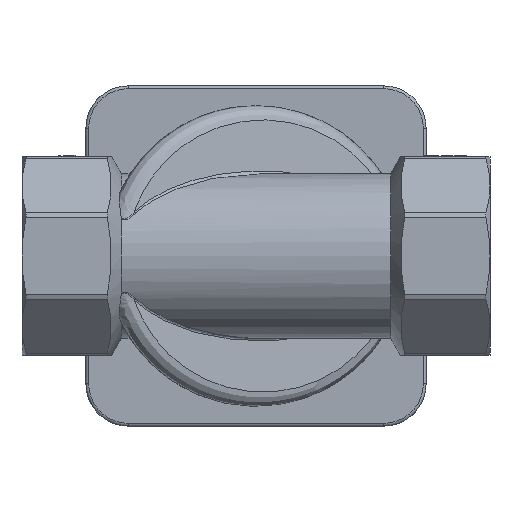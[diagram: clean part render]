
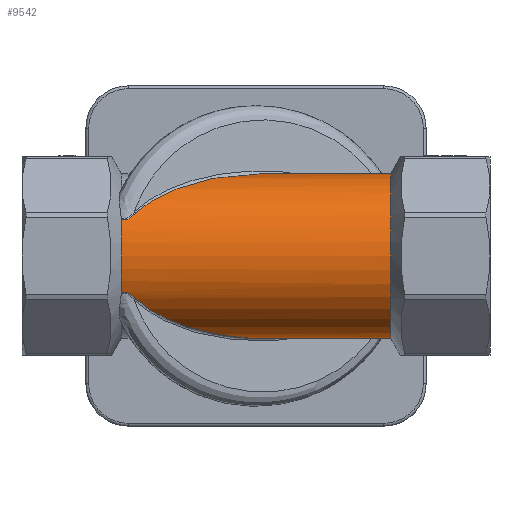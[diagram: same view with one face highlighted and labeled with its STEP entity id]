
A CAD part, front view. The second image highlights one B-rep face of the part: STEP entity #9542.
In plain terms, the highlighted cylindrical face has radius 29 mm (diameter 58 mm), a partial arc.
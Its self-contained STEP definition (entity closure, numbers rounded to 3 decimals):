
#514 = CARTESIAN_POINT ( 'NONE',  ( 39.755, -24.972, 14.749 ) ) ;
#542 = CARTESIAN_POINT ( 'NONE',  ( 37.626, -25.831, 13.182 ) ) ;
#564 = CARTESIAN_POINT ( 'NONE',  ( 36.2, -26.051, -12.741 ) ) ;
#604 =( BOUNDED_CURVE ( )  B_SPLINE_CURVE ( 3, ( #1892, #6478, #1125, #7234 ),
 .UNSPECIFIED., .F., .F. ) 
 B_SPLINE_CURVE_WITH_KNOTS ( ( 4, 4 ),
 ( 0.546, 1.571 ),
 .UNSPECIFIED. ) 
 CURVE ( )  GEOMETRIC_REPRESENTATION_ITEM ( )  RATIONAL_B_SPLINE_CURVE ( ( 1., 0.914, 0.914, 1. ) ) 
 REPRESENTATION_ITEM ( '' )  );
#744 = CARTESIAN_POINT ( 'NONE',  ( 84.5, 0., -29. ) ) ;
#1048 = ORIENTED_EDGE ( 'NONE', *, *, #3444, .T. ) ;
#1125 = CARTESIAN_POINT ( 'NONE',  ( 65.932, -10.363, -29. ) ) ;
#1181 = CARTESIAN_POINT ( 'NONE',  ( 0., 0., 29. ) ) ;
#1296 = CARTESIAN_POINT ( 'NONE',  ( 36.942, -25.982, 12.881 ) ) ;
#1329 = CARTESIAN_POINT ( 'NONE',  ( 36.704, -26.018, -12.808 ) ) ;
#1380 = CARTESIAN_POINT ( 'NONE',  ( 130., 0., 29. ) ) ;
#1556 = VERTEX_POINT ( 'NONE', #7080 ) ;
#1735 = ORIENTED_EDGE ( 'NONE', *, *, #2567, .T. ) ;
#1823 = DIRECTION ( 'NONE',  ( 0., 0., 1. ) ) ;
#1892 = CARTESIAN_POINT ( 'NONE',  ( 40.101, -24.78, -15.066 ) ) ;
#2049 = ORIENTED_EDGE ( 'NONE', *, *, #7922, .F. ) ;
#2077 = CARTESIAN_POINT ( 'NONE',  ( 35., -25.894, -13.058 ) ) ;
#2087 = CARTESIAN_POINT ( 'NONE',  ( 36.328, -26.046, 12.751 ) ) ;
#2113 = CARTESIAN_POINT ( 'NONE',  ( 37.404, -25.889, -13.068 ) ) ;
#2333 = ORIENTED_EDGE ( 'NONE', *, *, #6089, .T. ) ;
#2501 = EDGE_LOOP ( 'NONE', ( #2049, #1735, #6705, #2333, #3530, #6030, #8990, #1048 ) ) ;
#2533 = AXIS2_PLACEMENT_3D ( 'NONE', #6409, #7905, #1823 ) ;
#2567 = EDGE_CURVE ( 'NONE', #1556, #9873, #7980, .T. ) ;
#2752 = VERTEX_POINT ( 'NONE', #9090 ) ;
#2842 = CARTESIAN_POINT ( 'NONE',  ( 35.946, -26.05, 12.744 ) ) ;
#2869 = CARTESIAN_POINT ( 'NONE',  ( 38.05, -25.704, -13.429 ) ) ;
#2941 = CARTESIAN_POINT ( 'NONE',  ( 65.932, -10.363, 29. ) ) ;
#3140 = VERTEX_POINT ( 'NONE', #9837 ) ;
#3301 = B_SPLINE_CURVE_WITH_KNOTS ( 'NONE', 3,
 ( #2077, #7404, #4363, #9737, #5140, #564, #5926, #1329, #6664, #2113, #7447, #2869, #8215, #3647, #9000, #4396, #9769, #5186 ),
 .UNSPECIFIED., .F., .F.,
 ( 4, 2, 2, 2, 2, 2, 2, 2, 4 ),
 ( 0., 0.001, 0.001, 0.002, 0.002, 0.003, 0.004, 0.005, 0.006 ),
 .UNSPECIFIED. ) ;
#3420 = CARTESIAN_POINT ( 'NONE',  ( 35., 0., 0. ) ) ;
#3444 = EDGE_CURVE ( 'NONE', #8115, #5682, #604, .T. ) ;
#3530 = ORIENTED_EDGE ( 'NONE', *, *, #5591, .T. ) ;
#3575 = CARTESIAN_POINT ( 'NONE',  ( 39.4, -25.154, 14.436 ) ) ;
#3617 = CARTESIAN_POINT ( 'NONE',  ( 35.444, -26.007, 12.83 ) ) ;
#3647 = CARTESIAN_POINT ( 'NONE',  ( 38.65, -25.483, -13.843 ) ) ;
#3999 = DIRECTION ( 'NONE',  ( -1., 0., 0. ) ) ;
#4184 = DIRECTION ( 'NONE',  ( 0., 0., 1. ) ) ;
#4330 = B_SPLINE_CURVE_WITH_KNOTS ( 'NONE', 3,
 ( #6616, #514, #3575, #8942, #4342, #9706, #5115, #542, #5901, #1296, #6643, #2087, #7417, #2842, #8191, #3617, #8975, #4373 ),
 .UNSPECIFIED., .F., .F.,
 ( 4, 2, 2, 2, 2, 2, 2, 2, 4 ),
 ( 0., 0.002, 0.002, 0.003, 0.004, 0.005, 0.005, 0.005, 0.006 ),
 .UNSPECIFIED. ) ;
#4342 = CARTESIAN_POINT ( 'NONE',  ( 38.65, -25.483, 13.843 ) ) ;
#4363 = CARTESIAN_POINT ( 'NONE',  ( 35.444, -26.007, -12.83 ) ) ;
#4373 = CARTESIAN_POINT ( 'NONE',  ( 35., -25.894, 13.058 ) ) ;
#4396 = CARTESIAN_POINT ( 'NONE',  ( 39.4, -25.154, -14.436 ) ) ;
#5026 = VERTEX_POINT ( 'NONE', #6132 ) ;
#5115 = CARTESIAN_POINT ( 'NONE',  ( 38.05, -25.704, 13.429 ) ) ;
#5140 = CARTESIAN_POINT ( 'NONE',  ( 35.946, -26.05, -12.744 ) ) ;
#5180 = CIRCLE ( 'NONE', #5563, 29. ) ;
#5186 = CARTESIAN_POINT ( 'NONE',  ( 40.101, -24.78, -15.066 ) ) ;
#5242 = CARTESIAN_POINT ( 'NONE',  ( 40.101, -24.78, 15.066 ) ) ;
#5390 = EDGE_CURVE ( 'NONE', #3140, #8115, #3301, .T. ) ;
#5436 = AXIS2_PLACEMENT_3D ( 'NONE', #8588, #3999, #9374 ) ;
#5563 = AXIS2_PLACEMENT_3D ( 'NONE', #3420, #8785, #4184 ) ;
#5591 = EDGE_CURVE ( 'NONE', #2752, #5026, #4330, .T. ) ;
#5652 = CYLINDRICAL_SURFACE ( 'NONE', #2533, 29. ) ;
#5653 = VECTOR ( 'NONE', #7446, 1000. ) ;
#5682 = VERTEX_POINT ( 'NONE', #744 ) ;
#5901 = CARTESIAN_POINT ( 'NONE',  ( 37.404, -25.889, 13.068 ) ) ;
#5925 = CARTESIAN_POINT ( 'NONE',  ( 0., 0., -29. ) ) ;
#5926 = CARTESIAN_POINT ( 'NONE',  ( 36.328, -26.046, -12.751 ) ) ;
#6030 = ORIENTED_EDGE ( 'NONE', *, *, #7276, .F. ) ;
#6089 = EDGE_CURVE ( 'NONE', #8874, #2752, #8197, .T. ) ;
#6132 = CARTESIAN_POINT ( 'NONE',  ( 35., -25.894, 13.058 ) ) ;
#6409 = CARTESIAN_POINT ( 'NONE',  ( 0., 0., 0. ) ) ;
#6478 = CARTESIAN_POINT ( 'NONE',  ( 49.747, -19.396, -23.921 ) ) ;
#6616 = CARTESIAN_POINT ( 'NONE',  ( 40.101, -24.78, 15.066 ) ) ;
#6643 = CARTESIAN_POINT ( 'NONE',  ( 36.704, -26.018, 12.808 ) ) ;
#6664 = CARTESIAN_POINT ( 'NONE',  ( 36.942, -25.982, -12.881 ) ) ;
#6705 = ORIENTED_EDGE ( 'NONE', *, *, #9042, .T. ) ;
#6713 = VECTOR ( 'NONE', #7300, 1000. ) ;
#7080 = CARTESIAN_POINT ( 'NONE',  ( 130., 0., -29. ) ) ;
#7234 = CARTESIAN_POINT ( 'NONE',  ( 84.5, 0., -29. ) ) ;
#7276 = EDGE_CURVE ( 'NONE', #3140, #5026, #5180, .T. ) ;
#7300 = DIRECTION ( 'NONE',  ( -1., 0., 0. ) ) ;
#7404 = CARTESIAN_POINT ( 'NONE',  ( 35.211, -25.96, -12.927 ) ) ;
#7417 = CARTESIAN_POINT ( 'NONE',  ( 36.2, -26.051, 12.741 ) ) ;
#7446 = DIRECTION ( 'NONE',  ( -1., 0., 0. ) ) ;
#7447 = CARTESIAN_POINT ( 'NONE',  ( 37.626, -25.831, -13.182 ) ) ;
#7686 = LINE ( 'NONE', #5925, #5653 ) ;
#7754 = CARTESIAN_POINT ( 'NONE',  ( 40.101, -24.78, -15.066 ) ) ;
#7905 = DIRECTION ( 'NONE',  ( -1., 0., 0. ) ) ;
#7922 = EDGE_CURVE ( 'NONE', #1556, #5682, #7686, .T. ) ;
#7980 = CIRCLE ( 'NONE', #5436, 29. ) ;
#8115 = VERTEX_POINT ( 'NONE', #7754 ) ;
#8191 = CARTESIAN_POINT ( 'NONE',  ( 35.819, -26.044, 12.756 ) ) ;
#8197 =( BOUNDED_CURVE ( )  B_SPLINE_CURVE ( 3, ( #8282, #2941, #9827, #5242 ),
 .UNSPECIFIED., .F., .F. ) 
 B_SPLINE_CURVE_WITH_KNOTS ( ( 4, 4 ),
 ( 4.712, 5.737 ),
 .UNSPECIFIED. ) 
 CURVE ( )  GEOMETRIC_REPRESENTATION_ITEM ( )  RATIONAL_B_SPLINE_CURVE ( ( 1., 0.914, 0.914, 1. ) ) 
 REPRESENTATION_ITEM ( '' )  );
#8215 = CARTESIAN_POINT ( 'NONE',  ( 38.255, -25.633, -13.563 ) ) ;
#8282 = CARTESIAN_POINT ( 'NONE',  ( 84.5, 0., 29. ) ) ;
#8588 = CARTESIAN_POINT ( 'NONE',  ( 130., 0., 0. ) ) ;
#8667 = CARTESIAN_POINT ( 'NONE',  ( 84.5, 0., 29. ) ) ;
#8762 = LINE ( 'NONE', #1181, #6713 ) ;
#8785 = DIRECTION ( 'NONE',  ( -1., 0., 0. ) ) ;
#8874 = VERTEX_POINT ( 'NONE', #8667 ) ;
#8942 = CARTESIAN_POINT ( 'NONE',  ( 38.841, -25.403, 13.989 ) ) ;
#8975 = CARTESIAN_POINT ( 'NONE',  ( 35.211, -25.96, 12.927 ) ) ;
#8990 = ORIENTED_EDGE ( 'NONE', *, *, #5390, .T. ) ;
#9000 = CARTESIAN_POINT ( 'NONE',  ( 38.841, -25.403, -13.989 ) ) ;
#9042 = EDGE_CURVE ( 'NONE', #9873, #8874, #8762, .T. ) ;
#9090 = CARTESIAN_POINT ( 'NONE',  ( 40.101, -24.78, 15.066 ) ) ;
#9374 = DIRECTION ( 'NONE',  ( 0., 0., 1. ) ) ;
#9542 = ADVANCED_FACE ( 'NONE', ( #9718 ), #5652, .T. ) ;
#9706 = CARTESIAN_POINT ( 'NONE',  ( 38.255, -25.633, 13.563 ) ) ;
#9718 = FACE_OUTER_BOUND ( 'NONE', #2501, .T. ) ;
#9737 = CARTESIAN_POINT ( 'NONE',  ( 35.819, -26.044, -12.756 ) ) ;
#9769 = CARTESIAN_POINT ( 'NONE',  ( 39.755, -24.972, -14.749 ) ) ;
#9827 = CARTESIAN_POINT ( 'NONE',  ( 49.747, -19.396, 23.921 ) ) ;
#9837 = CARTESIAN_POINT ( 'NONE',  ( 35., -25.894, -13.058 ) ) ;
#9873 = VERTEX_POINT ( 'NONE', #1380 ) ;
